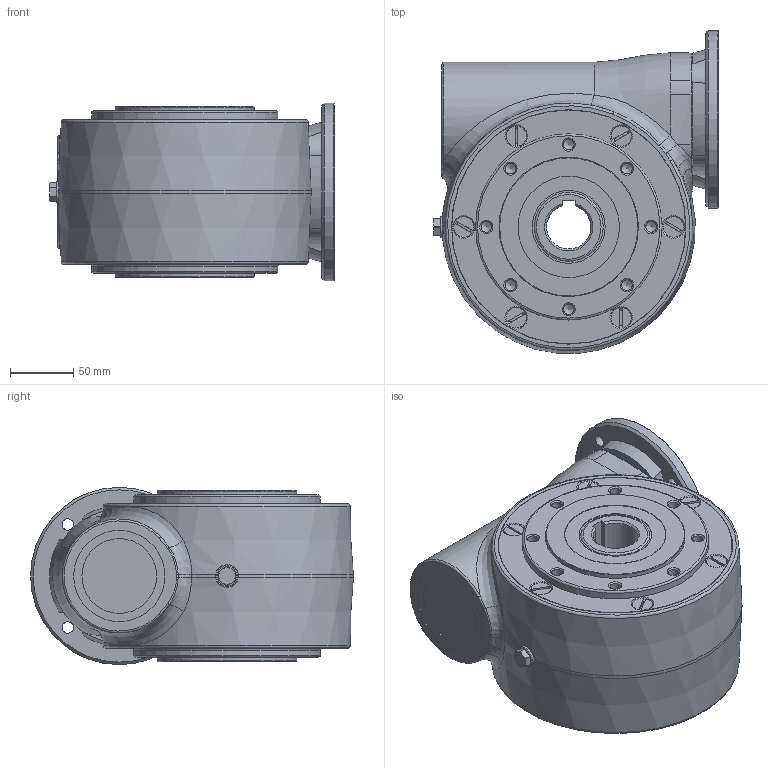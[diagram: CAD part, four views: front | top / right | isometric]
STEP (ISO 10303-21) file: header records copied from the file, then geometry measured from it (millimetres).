
FILE_DESCRIPTION(/* description */ ('Unknown'),/* implementation_level */ '2;1');
FILE_NAME(/* name */ '_P_N85_UNI_N_xxx_0_MK_I_N_N_-T_B3_-E_',/* time_stamp */ '2025-09-10T13:41:32+02:00',/* author */ ('Unknown'),/* organization */ ('Unknown'),/* preprocessor_version */ 'ST-DEVELOPER v18.104',/* originating_system */ 'Solid Edge',/* authorisation */ 'Unknown');
FILE_SCHEMA (('AUTOMOTIVE_DESIGN {1 0 10303 214 3 1 1}'));
Length unit declared in the file: millimetre
Products named in the file (4): _P_N85_UNI_N_xxx_0_MK_I_N_N_-T_B3_-E_; _B_N85_UNI_N_xxx_0_MK_; C505094Z; I854045
Assembly tree (3 placements, depth 2):
  _P_N85_UNI_N_xxx_0_MK_I_N_N_-T_B3_-E_
    _B_N85_UNI_N_xxx_0_MK_
    C505094Z
    I854045
Bounding box: 224.5 x 254.69 x 140 mm (x, y, z)
Volume: 4574089.6 mm3; surface area: 250032.3 mm2
Topology: 3 solids, 4 shells, 456 faces, 1092 edges, 702 vertices
Faces by surface type: plane 163, cylinder 116, cone 106, torus 38, bspline 33
Full cylindrical faces by diameter (mm): 4.917 x6, 6 x6, 7 x6, 8.376 x16, 9 x4, 10 x6, 12 x6, 16.662 x1, 18 x1, 29 x1, 40 x1, 45 x1, 50 x1, 57.5 x2, 59 x1, 62 x1, 72 x1, 75 x3, 79.8 x2, 80 x2, 110 x2, 140 x1, 147 x2, 185 x1
Entity records: 18668 total; most frequent: CARTESIAN_POINT 6401, DIRECTION 1892, ORIENTED_EDGE 1620, AXIS2_PLACEMENT_3D 823, EDGE_CURVE 810, FACE_BOUND 720, EDGE_LOOP 698, VERTEX_POINT 616
